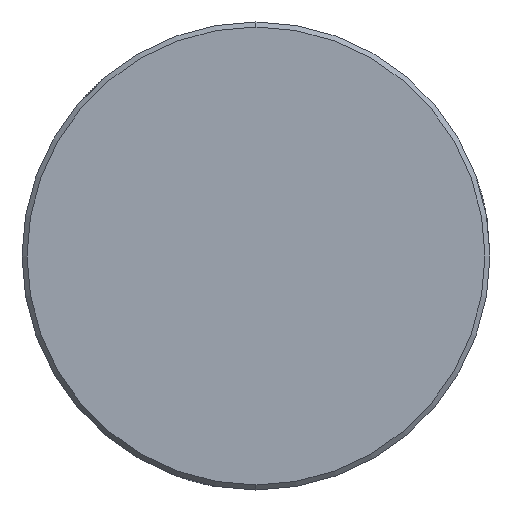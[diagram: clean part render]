
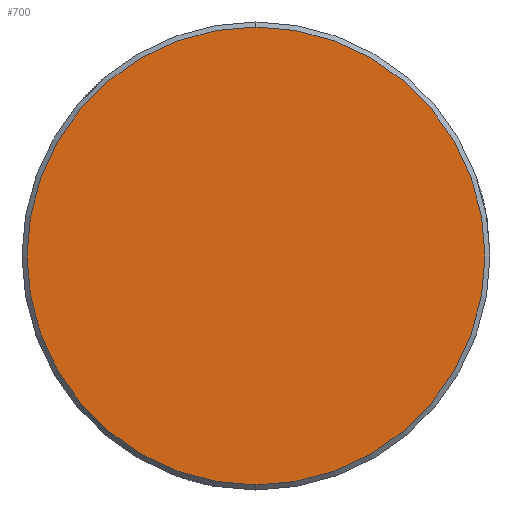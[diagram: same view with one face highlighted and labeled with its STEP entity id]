
A CAD part, left-side view. The second image highlights one B-rep face of the part: STEP entity #700.
In plain terms, the highlighted planar face has unit normal (-1, 0, 0).
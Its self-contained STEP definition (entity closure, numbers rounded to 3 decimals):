
#51 = ORIENTED_EDGE ( 'NONE', *, *, #577, .T. ) ;
#62 = FACE_OUTER_BOUND ( 'NONE', #494, .T. ) ;
#120 = CIRCLE ( 'NONE', #142, 13.7 ) ;
#142 = AXIS2_PLACEMENT_3D ( 'NONE', #852, #1132, #511 ) ;
#199 = AXIS2_PLACEMENT_3D ( 'NONE', #851, #334, #327 ) ;
#240 = PLANE ( 'NONE',  #199 ) ;
#327 = DIRECTION ( 'NONE',  ( 0., 0., 1. ) ) ;
#334 = DIRECTION ( 'NONE',  ( -1., 0., 0. ) ) ;
#494 = EDGE_LOOP ( 'NONE', ( #51, #984 ) ) ;
#511 = DIRECTION ( 'NONE',  ( 0., 0., -1. ) ) ;
#564 = CARTESIAN_POINT ( 'NONE',  ( -123.5, 0., 0. ) ) ;
#577 = EDGE_CURVE ( 'NONE', #671, #955, #120, .T. ) ;
#646 = CIRCLE ( 'NONE', #1089, 13.7 ) ;
#671 = VERTEX_POINT ( 'NONE', #949 ) ;
#700 = ADVANCED_FACE ( 'NONE', ( #62 ), #240, .T. ) ;
#851 = CARTESIAN_POINT ( 'NONE',  ( -123.5, -13.864, -13.864 ) ) ;
#852 = CARTESIAN_POINT ( 'NONE',  ( -123.5, 0., 0. ) ) ;
#918 = CARTESIAN_POINT ( 'NONE',  ( -123.5, 0., 13.7 ) ) ;
#949 = CARTESIAN_POINT ( 'NONE',  ( -123.5, 0., -13.7 ) ) ;
#955 = VERTEX_POINT ( 'NONE', #918 ) ;
#984 = ORIENTED_EDGE ( 'NONE', *, *, #1029, .T. ) ;
#1014 = DIRECTION ( 'NONE',  ( 0., 0., -1. ) ) ;
#1029 = EDGE_CURVE ( 'NONE', #955, #671, #646, .T. ) ;
#1089 = AXIS2_PLACEMENT_3D ( 'NONE', #564, #1094, #1014 ) ;
#1094 = DIRECTION ( 'NONE',  ( -1., 0., 0. ) ) ;
#1132 = DIRECTION ( 'NONE',  ( -1., 0., 0. ) ) ;
